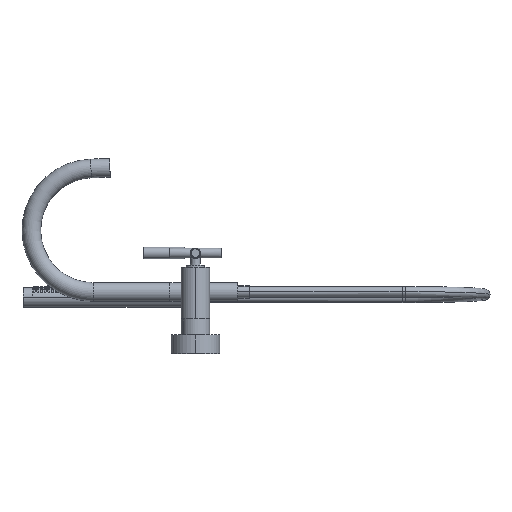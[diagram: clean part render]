
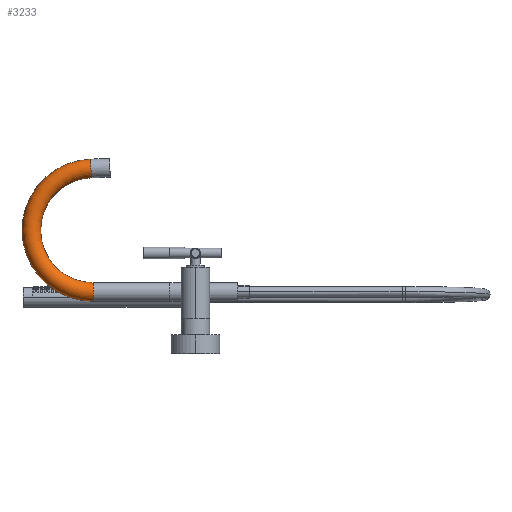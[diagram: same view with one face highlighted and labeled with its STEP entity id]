
A CAD part, left-side view. The second image highlights one B-rep face of the part: STEP entity #3233.
In plain terms, the highlighted toroidal (fillet/blend) face has major radius 82.5 mm and minor radius 12.5 mm.
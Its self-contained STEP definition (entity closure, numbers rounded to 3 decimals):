
#205 = AXIS2_PLACEMENT_3D ( 'NONE', #1673, #13253, #3356 ) ;
#716 = EDGE_CURVE ( 'NONE', #16803, #8263, #16708, .T. ) ;
#983 = EDGE_LOOP ( 'NONE', ( #4294, #12517, #12159, #1521 ) ) ;
#986 = CARTESIAN_POINT ( 'NONE',  ( 0., 102.5, 0. ) ) ;
#1339 = DIRECTION ( 'NONE',  ( 0., 0., -1. ) ) ;
#1521 = ORIENTED_EDGE ( 'NONE', *, *, #6943, .F. ) ;
#1673 = CARTESIAN_POINT ( 'NONE',  ( 0., 105.379, 164.95 ) ) ;
#2621 = CIRCLE ( 'NONE', #13259, 12.5 ) ;
#2653 = DIRECTION ( 'NONE',  ( 0., 0., 1. ) ) ;
#3233 = ADVANCED_FACE ( 'NONE', ( #21309 ), #17448, .T. ) ;
#3356 = DIRECTION ( 'NONE',  ( 0., -0.035, -0.999 ) ) ;
#4294 = ORIENTED_EDGE ( 'NONE', *, *, #716, .F. ) ;
#6206 = CARTESIAN_POINT ( 'NONE',  ( 0., 102.5, 82.5 ) ) ;
#6813 = DIRECTION ( 'NONE',  ( 1., 0., 0. ) ) ;
#6943 = EDGE_CURVE ( 'NONE', #8263, #16538, #19182, .T. ) ;
#7879 = DIRECTION ( 'NONE',  ( 1., 0., 0. ) ) ;
#8263 = VERTEX_POINT ( 'NONE', #8270 ) ;
#8270 = CARTESIAN_POINT ( 'NONE',  ( 0., 105.815, 177.442 ) ) ;
#8414 = DIRECTION ( 'NONE',  ( 0., 0., -1. ) ) ;
#9068 = EDGE_CURVE ( 'NONE', #16803, #11595, #2621, .T. ) ;
#9105 = AXIS2_PLACEMENT_3D ( 'NONE', #13572, #6813, #8414 ) ;
#11595 = VERTEX_POINT ( 'NONE', #18220 ) ;
#11913 = CIRCLE ( 'NONE', #18652, 70. ) ;
#12159 = ORIENTED_EDGE ( 'NONE', *, *, #16751, .T. ) ;
#12517 = ORIENTED_EDGE ( 'NONE', *, *, #9068, .T. ) ;
#12551 = DIRECTION ( 'NONE',  ( 0., 1., 0. ) ) ;
#13253 = DIRECTION ( 'NONE',  ( 0., -0.999, 0.035 ) ) ;
#13259 = AXIS2_PLACEMENT_3D ( 'NONE', #986, #12551, #2653 ) ;
#13572 = CARTESIAN_POINT ( 'NONE',  ( 0., 102.5, 82.5 ) ) ;
#16538 = VERTEX_POINT ( 'NONE', #20530 ) ;
#16708 = CIRCLE ( 'NONE', #9105, 95. ) ;
#16751 = EDGE_CURVE ( 'NONE', #11595, #16538, #11913, .T. ) ;
#16803 = VERTEX_POINT ( 'NONE', #17867 ) ;
#17448 = TOROIDAL_SURFACE ( 'NONE', #20907, 82.5, 12.5 ) ;
#17796 = CARTESIAN_POINT ( 'NONE',  ( 0., 102.5, 82.5 ) ) ;
#17867 = CARTESIAN_POINT ( 'NONE',  ( 0., 102.5, -12.5 ) ) ;
#18220 = CARTESIAN_POINT ( 'NONE',  ( 0., 102.5, 12.5 ) ) ;
#18652 = AXIS2_PLACEMENT_3D ( 'NONE', #17796, #7879, #19449 ) ;
#19182 = CIRCLE ( 'NONE', #205, 12.5 ) ;
#19449 = DIRECTION ( 'NONE',  ( 0., 0., -1. ) ) ;
#19466 = DIRECTION ( 'NONE',  ( 1., 0., 0. ) ) ;
#20530 = CARTESIAN_POINT ( 'NONE',  ( 0., 104.943, 152.457 ) ) ;
#20907 = AXIS2_PLACEMENT_3D ( 'NONE', #6206, #19466, #1339 ) ;
#21309 = FACE_OUTER_BOUND ( 'NONE', #983, .T. ) ;
